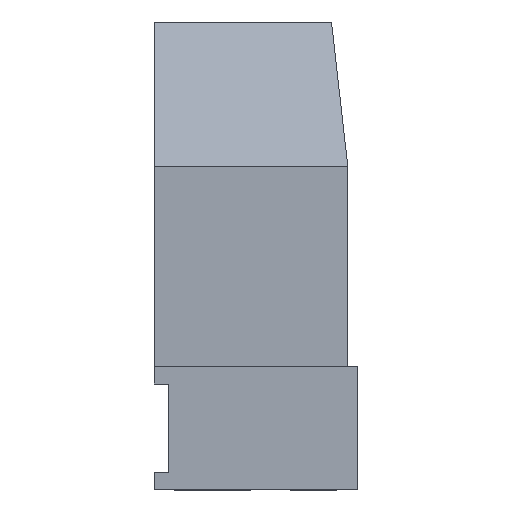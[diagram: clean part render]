
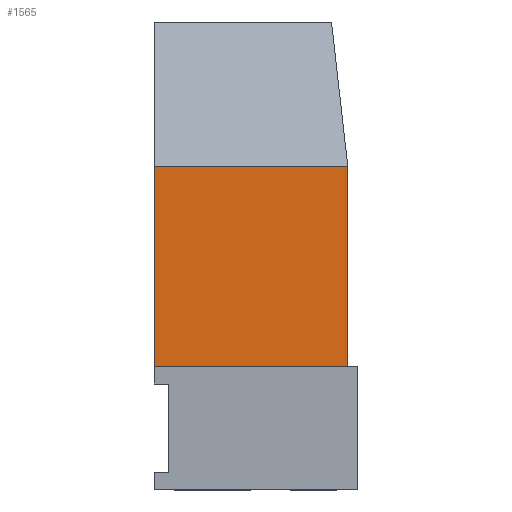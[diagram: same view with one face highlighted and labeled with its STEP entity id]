
A CAD part, left-side view. The second image highlights one B-rep face of the part: STEP entity #1565.
In plain terms, the highlighted planar face has unit normal (-1, 0, 0).
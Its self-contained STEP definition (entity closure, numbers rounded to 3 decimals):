
#43=B_SPLINE_CURVE_WITH_KNOTS('',3,(#2919,#2920,#2921,#2922),
 .UNSPECIFIED.,.F.,.F.,(4,4),(0.05,4.586),
 .UNSPECIFIED.);
#122=FACE_OUTER_BOUND('',#204,.T.);
#204=EDGE_LOOP('',(#1344,#1345,#1346,#1347));
#317=LINE('',#2233,#517);
#410=LINE('',#2924,#610);
#412=LINE('',#2927,#612);
#517=VECTOR('',#1836,10.);
#610=VECTOR('',#1995,10.);
#612=VECTOR('',#1999,10.);
#689=VERTEX_POINT('',#2230);
#690=VERTEX_POINT('',#2232);
#765=VERTEX_POINT('',#2878);
#769=VERTEX_POINT('',#2914);
#865=EDGE_CURVE('',#689,#690,#317,.T.);
#977=EDGE_CURVE('',#765,#769,#43,.T.);
#978=EDGE_CURVE('',#689,#765,#410,.T.);
#980=EDGE_CURVE('',#690,#769,#412,.T.);
#1344=ORIENTED_EDGE('',*,*,#977,.T.);
#1345=ORIENTED_EDGE('',*,*,#980,.F.);
#1346=ORIENTED_EDGE('',*,*,#865,.F.);
#1347=ORIENTED_EDGE('',*,*,#978,.T.);
#1489=PLANE('',#1660);
#1565=ADVANCED_FACE('',(#122),#1489,.T.);
#1660=AXIS2_PLACEMENT_3D('',#2926,#1997,#1998);
#1836=DIRECTION('',(0.,0.,1.));
#1995=DIRECTION('',(0.,-1.,0.));
#1997=DIRECTION('center_axis',(-1.,0.,0.));
#1998=DIRECTION('ref_axis',(0.,0.,-1.));
#1999=DIRECTION('',(0.,-1.,0.));
#2230=CARTESIAN_POINT('',(-77.,35.,24.));
#2232=CARTESIAN_POINT('',(-77.,35.,69.357));
#2233=CARTESIAN_POINT('',(-77.,35.,69.357));
#2878=CARTESIAN_POINT('',(-77.,-8.796,24.));
#2914=CARTESIAN_POINT('',(-77.,-8.796,69.357));
#2919=CARTESIAN_POINT('Ctrl Pts',(-77.,-8.796,24.));
#2920=CARTESIAN_POINT('Ctrl Pts',(-77.,-8.796,39.119));
#2921=CARTESIAN_POINT('Ctrl Pts',(-77.,-8.796,54.238));
#2922=CARTESIAN_POINT('Ctrl Pts',(-77.,-8.796,69.357));
#2924=CARTESIAN_POINT('',(-77.,0.,24.));
#2926=CARTESIAN_POINT('Origin',(-77.,0.,69.357));
#2927=CARTESIAN_POINT('',(-77.,0.,69.357));
